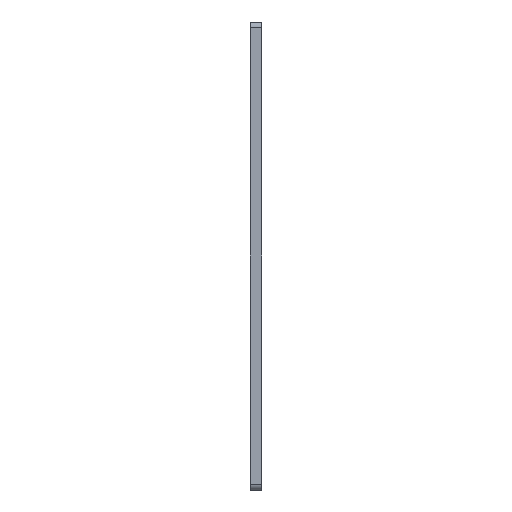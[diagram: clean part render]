
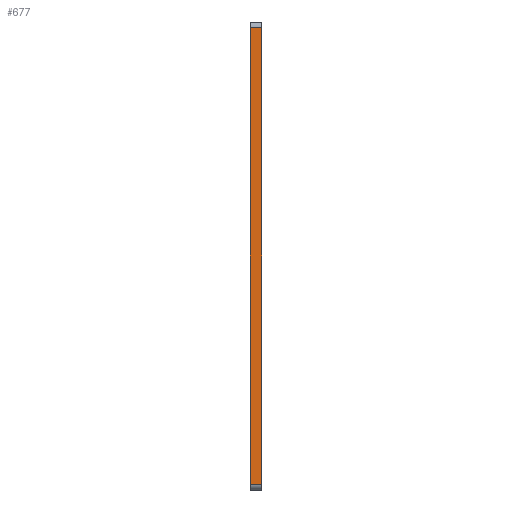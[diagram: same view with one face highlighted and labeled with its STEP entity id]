
A CAD part, left-side view. The second image highlights one B-rep face of the part: STEP entity #677.
In plain terms, the highlighted planar face has unit normal (-1, 0, 0).
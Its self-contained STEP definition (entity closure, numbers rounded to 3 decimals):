
#12 = CARTESIAN_POINT ( 'NONE',  ( -50., 2., 39.5 ) ) ;
#13 = VECTOR ( 'NONE', #517, 1000. ) ;
#14 = EDGE_CURVE ( 'NONE', #236, #553, #186, .T. ) ;
#31 = AXIS2_PLACEMENT_3D ( 'NONE', #12, #427, #80 ) ;
#77 = PLANE ( 'NONE',  #31 ) ;
#80 = DIRECTION ( 'NONE',  ( 0., 0., -1. ) ) ;
#87 = LINE ( 'NONE', #364, #526 ) ;
#150 = DIRECTION ( 'NONE',  ( 0., 0., 1. ) ) ;
#186 = LINE ( 'NONE', #540, #660 ) ;
#236 = VERTEX_POINT ( 'NONE', #418 ) ;
#270 = CARTESIAN_POINT ( 'NONE',  ( -50., 2., 38.5 ) ) ;
#273 = ORIENTED_EDGE ( 'NONE', *, *, #14, .T. ) ;
#278 = VERTEX_POINT ( 'NONE', #573 ) ;
#317 = DIRECTION ( 'NONE',  ( 0., 0., 1. ) ) ;
#364 = CARTESIAN_POINT ( 'NONE',  ( -50., 0., 39.5 ) ) ;
#413 = EDGE_LOOP ( 'NONE', ( #742, #481, #756, #273 ) ) ;
#418 = CARTESIAN_POINT ( 'NONE',  ( -50., 0., 38.5 ) ) ;
#422 = VERTEX_POINT ( 'NONE', #883 ) ;
#427 = DIRECTION ( 'NONE',  ( 1., 0., 0. ) ) ;
#481 = ORIENTED_EDGE ( 'NONE', *, *, #794, .T. ) ;
#517 = DIRECTION ( 'NONE',  ( 0., -1., 0. ) ) ;
#526 = VECTOR ( 'NONE', #317, 1000. ) ;
#540 = CARTESIAN_POINT ( 'NONE',  ( -50., 2., 38.5 ) ) ;
#553 = VERTEX_POINT ( 'NONE', #270 ) ;
#573 = CARTESIAN_POINT ( 'NONE',  ( -50., 2., -38.5 ) ) ;
#642 = VECTOR ( 'NONE', #150, 1000. ) ;
#660 = VECTOR ( 'NONE', #680, 1000. ) ;
#664 = EDGE_CURVE ( 'NONE', #278, #553, #787, .T. ) ;
#677 = ADVANCED_FACE ( 'NONE', ( #710 ), #77, .F. ) ;
#680 = DIRECTION ( 'NONE',  ( 0., 1., 0. ) ) ;
#710 = FACE_OUTER_BOUND ( 'NONE', #413, .T. ) ;
#714 = CARTESIAN_POINT ( 'NONE',  ( -50., 2., 39.5 ) ) ;
#733 = CARTESIAN_POINT ( 'NONE',  ( -50., 2., -38.5 ) ) ;
#742 = ORIENTED_EDGE ( 'NONE', *, *, #664, .F. ) ;
#756 = ORIENTED_EDGE ( 'NONE', *, *, #863, .T. ) ;
#787 = LINE ( 'NONE', #714, #642 ) ;
#794 = EDGE_CURVE ( 'NONE', #278, #422, #864, .T. ) ;
#863 = EDGE_CURVE ( 'NONE', #422, #236, #87, .T. ) ;
#864 = LINE ( 'NONE', #733, #13 ) ;
#883 = CARTESIAN_POINT ( 'NONE',  ( -50., 0., -38.5 ) ) ;
